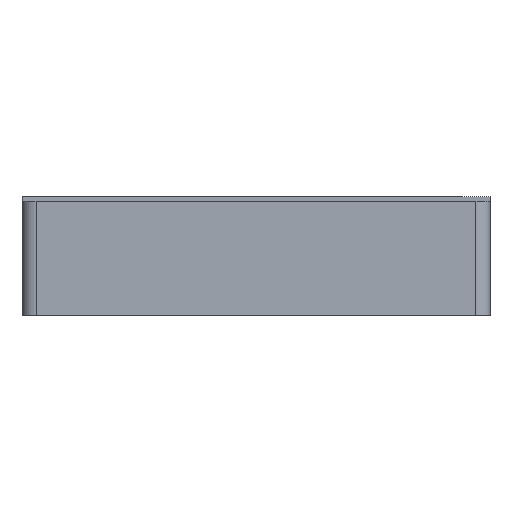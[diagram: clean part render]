
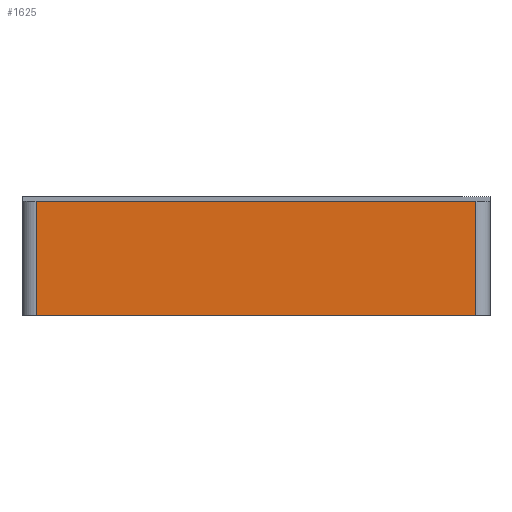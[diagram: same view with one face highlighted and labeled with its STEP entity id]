
A CAD part, front view. The second image highlights one B-rep face of the part: STEP entity #1625.
In plain terms, the highlighted planar face has unit normal (0, -1, 0).
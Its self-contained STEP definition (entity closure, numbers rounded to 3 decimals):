
#82=DIRECTION('',(1.,0.,0.));
#83=VECTOR('',#82,28.2);
#84=CARTESIAN_POINT('',(-8.808,-62.294,0.));
#85=LINE('',#84,#83);
#158=DIRECTION('',(0.,0.,1.));
#159=VECTOR('',#158,7.31);
#160=CARTESIAN_POINT('',(19.392,-62.294,0.));
#161=LINE('',#160,#159);
#175=DIRECTION('',(1.,0.,0.));
#176=VECTOR('',#175,28.2);
#177=CARTESIAN_POINT('',(-8.808,-62.294,7.31));
#178=LINE('',#177,#176);
#422=DIRECTION('',(0.,0.,-1.));
#423=VECTOR('',#422,7.31);
#424=CARTESIAN_POINT('',(-8.808,-62.294,7.31));
#425=LINE('',#424,#423);
#650=CARTESIAN_POINT('',(19.392,-62.294,0.));
#651=CARTESIAN_POINT('',(19.392,-62.294,7.31));
#652=VERTEX_POINT('',#650);
#653=VERTEX_POINT('',#651);
#654=CARTESIAN_POINT('',(-8.808,-62.294,7.31));
#655=VERTEX_POINT('',#654);
#656=CARTESIAN_POINT('',(-8.808,-62.294,0.));
#657=VERTEX_POINT('',#656);
#1614=CARTESIAN_POINT('',(5.292,-62.294,3.655));
#1615=DIRECTION('',(0.,1.,0.));
#1616=DIRECTION('',(0.,0.,1.));
#1617=AXIS2_PLACEMENT_3D('',#1614,#1615,#1616);
#1618=PLANE('',#1617);
#1619=ORIENTED_EDGE('',*,*,#888,.F.);
#1620=ORIENTED_EDGE('',*,*,#819,.F.);
#1621=ORIENTED_EDGE('',*,*,#1595,.F.);
#1622=ORIENTED_EDGE('',*,*,#917,.T.);
#1623=EDGE_LOOP('',(#1619,#1620,#1621,#1622));
#1624=FACE_OUTER_BOUND('',#1623,.F.);
#1625=ADVANCED_FACE('',(#1624),#1618,.F.);
#819=EDGE_CURVE('',#657,#652,#85,.T.);
#888=EDGE_CURVE('',#652,#653,#161,.T.);
#917=EDGE_CURVE('',#655,#653,#178,.T.);
#1595=EDGE_CURVE('',#655,#657,#425,.T.);
